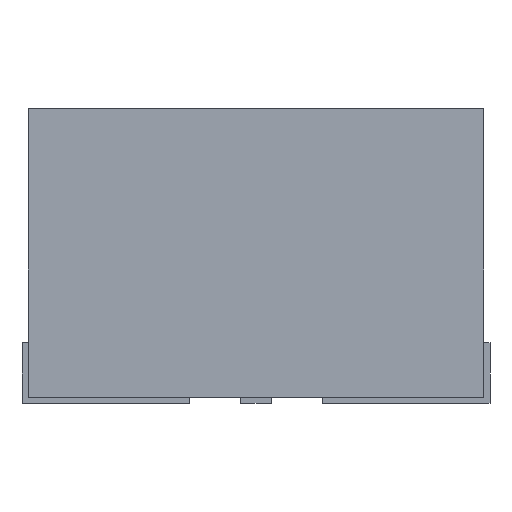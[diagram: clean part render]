
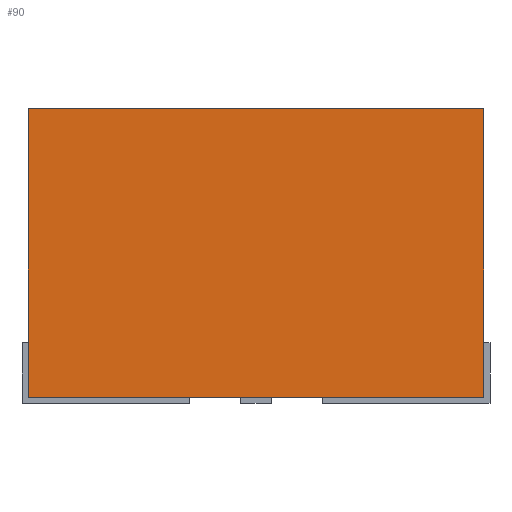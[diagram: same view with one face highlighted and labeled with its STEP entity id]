
A CAD part, front view. The second image highlights one B-rep face of the part: STEP entity #90.
In plain terms, the highlighted planar face has unit normal (0, -1, 0).
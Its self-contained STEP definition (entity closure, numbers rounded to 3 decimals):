
#13=DIRECTION('',(0.,0.,1.));
#14=DIRECTION('',(1.,0.,0.));
#66=EDGE_CURVE('',#67,#69,#71,.T.);
#67=VERTEX_POINT('',#68);
#68=CARTESIAN_POINT('',(-0.75,-1.25,0.02));
#69=VERTEX_POINT('',#70);
#70=CARTESIAN_POINT('',(-0.75,-1.25,0.97));
#71=LINE('',#68,#72);
#72=VECTOR('',#13,1.);
#79=DIRECTION('',(0.,1.,0.));
#90=ADVANCED_FACE('',(#91),#108,.F.);
#91=FACE_BOUND('',#92,.F.);
#92=EDGE_LOOP('',(#93,#99,#100,#105));
#93=ORIENTED_EDGE('',*,*,#94,.F.);
#94=EDGE_CURVE('',#67,#95,#97,.T.);
#95=VERTEX_POINT('',#96);
#96=CARTESIAN_POINT('',(0.75,-1.25,0.02));
#97=LINE('',#68,#98);
#98=VECTOR('',#14,1.);
#99=ORIENTED_EDGE('',*,*,#66,.T.);
#100=ORIENTED_EDGE('',*,*,#101,.T.);
#101=EDGE_CURVE('',#69,#102,#104,.T.);
#102=VERTEX_POINT('',#103);
#103=CARTESIAN_POINT('',(0.75,-1.25,0.97));
#104=LINE('',#70,#98);
#105=ORIENTED_EDGE('',*,*,#106,.F.);
#106=EDGE_CURVE('',#95,#102,#107,.T.);
#107=LINE('',#96,#72);
#108=PLANE('',#109);
#109=AXIS2_PLACEMENT_3D('',#68,#79,#13);
